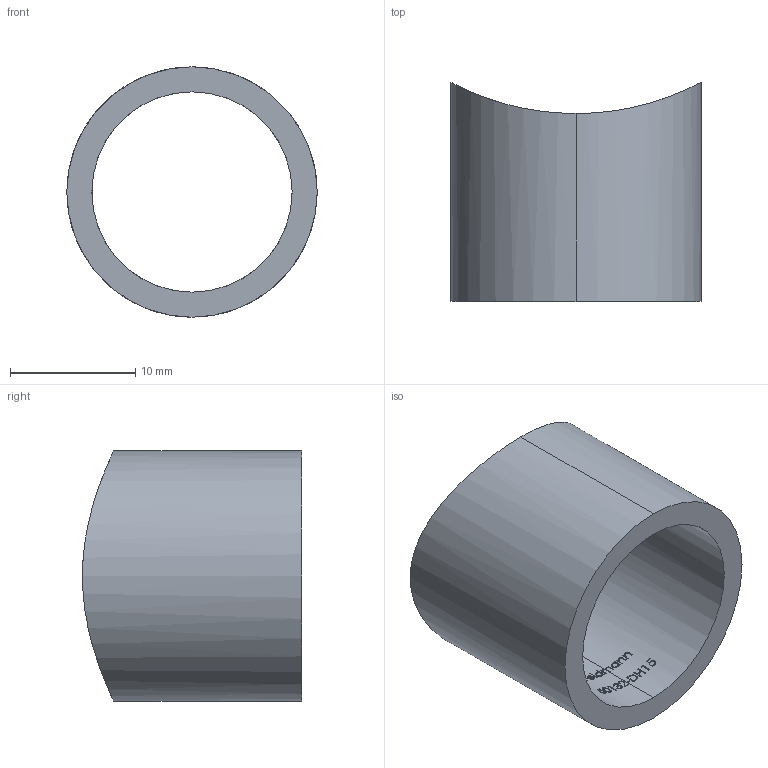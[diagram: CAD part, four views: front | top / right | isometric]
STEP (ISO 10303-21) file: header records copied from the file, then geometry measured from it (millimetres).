
FILE_DESCRIPTION (( 'STEP AP203' ), '1' );
FILE_NAME ('50132-DH15.step', '2019-09-19T11:26:20', ( '' ), ( '' ), 'SwSTEP 2.0', 'SolidWorks 2015', '' );
FILE_SCHEMA (( 'CONFIG_CONTROL_DESIGN' ));
Length unit declared in the file: millimetre
Products named in the file (1): 50132-DH15
Bounding box: 20 x 17.51 x 20 mm (x, y, z)
Volume: 1809.7 mm3; surface area: 2051.1 mm2
Topology: 1 solids, 1 shells, 240 faces, 651 edges, 434 vertices
Faces by surface type: plane 110, bspline 100, cylinder 30
Entity records: 11702 total; most frequent: CARTESIAN_POINT 6210, ORIENTED_EDGE 1302, DIRECTION 819, EDGE_CURVE 651, VERTEX_POINT 434, VECTOR 313, LINE 313, EDGE_LOOP 263
